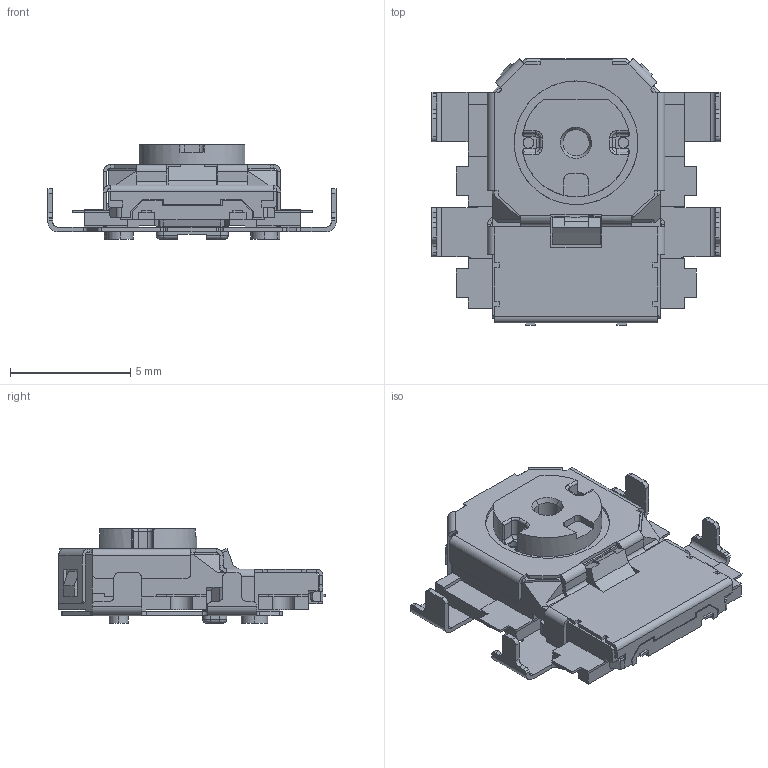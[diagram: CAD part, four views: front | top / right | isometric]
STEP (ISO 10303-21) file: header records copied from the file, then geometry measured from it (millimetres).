
FILE_DESCRIPTION (( 'STEP AP214' ), '1' );
FILE_NAME ('SRBE210200.STEP', '2009-10-27T02:42:24', ( ' ' ), ( ' ' ), 'SwSTEP 2.0', 'SolidWorks 2007', '' );
FILE_SCHEMA (( 'AUTOMOTIVE_DESIGN' ));
Length unit declared in the file: millimetre
Products named in the file (1): SRBE210200
Bounding box: 12 x 11.1 x 3.92 mm (x, y, z)
Volume: 188.3 mm3; surface area: 586.3 mm2
Topology: 1 solids, 1 shells, 883 faces, 2367 edges, 1507 vertices
Faces by surface type: plane 530, cylinder 327, bspline 16, cone 10
Entity records: 38936 total; most frequent: CARTESIAN_POINT 7050, ORIENTED_EDGE 4730, DIRECTION 4505, EDGE_CURVE 2365, VECTOR 1623, LINE 1623, VERTEX_POINT 1507, AXIS2_PLACEMENT_3D 1441
